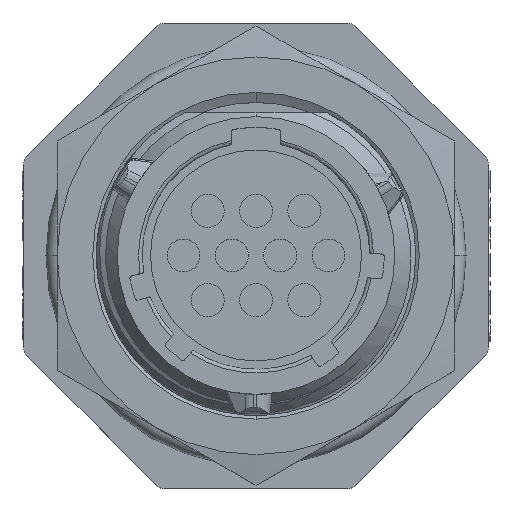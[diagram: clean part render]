
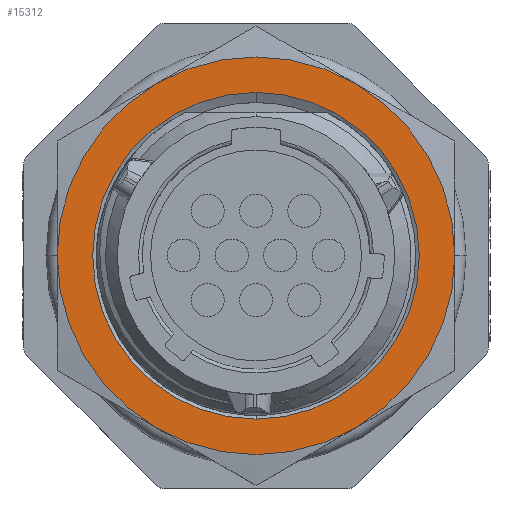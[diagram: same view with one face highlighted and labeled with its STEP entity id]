
A CAD part, top view. The second image highlights one B-rep face of the part: STEP entity #15312.
In plain terms, the highlighted planar face has unit normal (0, 0, 1).
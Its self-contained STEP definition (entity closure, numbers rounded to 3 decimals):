
#4850=CARTESIAN_POINT('',(0.,0.,9.77));
#4851=DIRECTION('',(0.,0.,1.));
#4852=DIRECTION('',(1.,0.,0.));
#4853=AXIS2_PLACEMENT_3D('',#4850,#4851,#4852);
#4855=CARTESIAN_POINT('',(0.,0.,9.77));
#4856=DIRECTION('',(0.,0.,1.));
#4857=DIRECTION('',(0.5,-0.866,0.));
#4858=AXIS2_PLACEMENT_3D('',#4855,#4856,#4857);
#4860=CARTESIAN_POINT('',(0.,0.,9.77));
#4861=DIRECTION('',(0.,0.,1.));
#4862=DIRECTION('',(-0.5,-0.866,0.));
#4863=AXIS2_PLACEMENT_3D('',#4860,#4861,#4862);
#4865=CARTESIAN_POINT('',(0.,0.,9.77));
#4866=DIRECTION('',(0.,0.,1.));
#4867=DIRECTION('',(-1.,0.,0.));
#4868=AXIS2_PLACEMENT_3D('',#4865,#4866,#4867);
#4870=CARTESIAN_POINT('',(0.,0.,9.77));
#4871=DIRECTION('',(0.,0.,1.));
#4872=DIRECTION('',(-0.5,0.866,0.));
#4873=AXIS2_PLACEMENT_3D('',#4870,#4871,#4872);
#4875=CARTESIAN_POINT('',(0.,0.,9.77));
#4876=DIRECTION('',(0.,0.,1.));
#4877=DIRECTION('',(0.5,0.866,0.));
#4878=AXIS2_PLACEMENT_3D('',#4875,#4876,#4877);
#4880=CARTESIAN_POINT('',(0.,0.,9.77));
#4881=DIRECTION('',(0.,0.,-1.));
#4882=DIRECTION('',(0.,1.,0.));
#4883=AXIS2_PLACEMENT_3D('',#4880,#4881,#4882);
#4885=CARTESIAN_POINT('',(0.,0.,9.77));
#4886=DIRECTION('',(0.,0.,-1.));
#4887=DIRECTION('',(0.,-1.,0.));
#4888=AXIS2_PLACEMENT_3D('',#4885,#4886,#4887);
#9799=CARTESIAN_POINT('',(0.,11.15,9.77));
#9800=CARTESIAN_POINT('',(0.,-11.15,9.77));
#9801=VERTEX_POINT('',#9799);
#9802=VERTEX_POINT('',#9800);
#9813=CARTESIAN_POINT('',(13.575,0.,9.77));
#9814=CARTESIAN_POINT('',(6.788,11.756,9.77));
#9815=VERTEX_POINT('',#9813);
#9816=VERTEX_POINT('',#9814);
#9817=CARTESIAN_POINT('',(-6.787,11.756,9.77));
#9818=VERTEX_POINT('',#9817);
#9819=CARTESIAN_POINT('',(-13.575,0.,9.77));
#9820=VERTEX_POINT('',#9819);
#9821=CARTESIAN_POINT('',(-6.788,-11.756,9.77));
#9822=VERTEX_POINT('',#9821);
#9823=CARTESIAN_POINT('',(6.787,-11.756,9.77));
#9824=VERTEX_POINT('',#9823);
#15287=CARTESIAN_POINT('',(0.,0.,9.77));
#15288=DIRECTION('',(0.,0.,1.));
#15289=DIRECTION('',(1.,0.,0.));
#15290=AXIS2_PLACEMENT_3D('',#15287,#15288,#15289);
#15291=PLANE('',#15290);
#15293=ORIENTED_EDGE('',*,*,#15292,.F.);
#15295=ORIENTED_EDGE('',*,*,#15294,.F.);
#15297=ORIENTED_EDGE('',*,*,#15296,.F.);
#15299=ORIENTED_EDGE('',*,*,#15298,.F.);
#15301=ORIENTED_EDGE('',*,*,#15300,.F.);
#15303=ORIENTED_EDGE('',*,*,#15302,.F.);
#15304=EDGE_LOOP('',(#15293,#15295,#15297,#15299,#15301,#15303));
#15305=FACE_OUTER_BOUND('',#15304,.F.);
#15307=ORIENTED_EDGE('',*,*,#15306,.F.);
#15309=ORIENTED_EDGE('',*,*,#15308,.F.);
#15310=EDGE_LOOP('',(#15307,#15309));
#15311=FACE_BOUND('',#15310,.F.);
#15312=ADVANCED_FACE('',(#15305,#15311),#15291,.T.);
#4854=CIRCLE('',#4853,13.575);
#4859=CIRCLE('',#4858,13.575);
#4864=CIRCLE('',#4863,13.575);
#4869=CIRCLE('',#4868,13.575);
#4874=CIRCLE('',#4873,13.575);
#4879=CIRCLE('',#4878,13.575);
#4884=CIRCLE('',#4883,11.15);
#4889=CIRCLE('',#4888,11.15);
#15292=EDGE_CURVE('',#9815,#9816,#4854,.T.);
#15294=EDGE_CURVE('',#9824,#9815,#4859,.T.);
#15296=EDGE_CURVE('',#9822,#9824,#4864,.T.);
#15298=EDGE_CURVE('',#9820,#9822,#4869,.T.);
#15300=EDGE_CURVE('',#9818,#9820,#4874,.T.);
#15302=EDGE_CURVE('',#9816,#9818,#4879,.T.);
#15306=EDGE_CURVE('',#9801,#9802,#4884,.T.);
#15308=EDGE_CURVE('',#9802,#9801,#4889,.T.);
